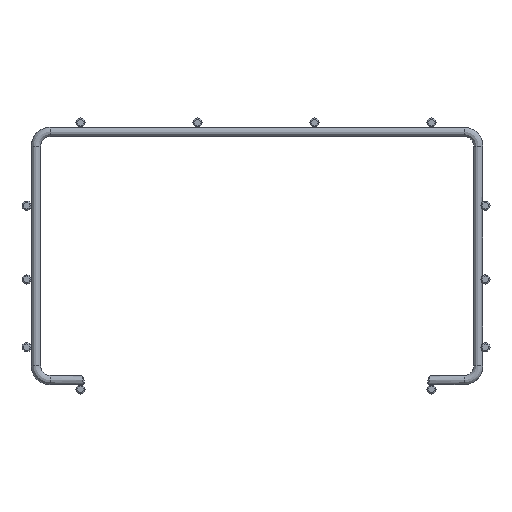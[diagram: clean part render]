
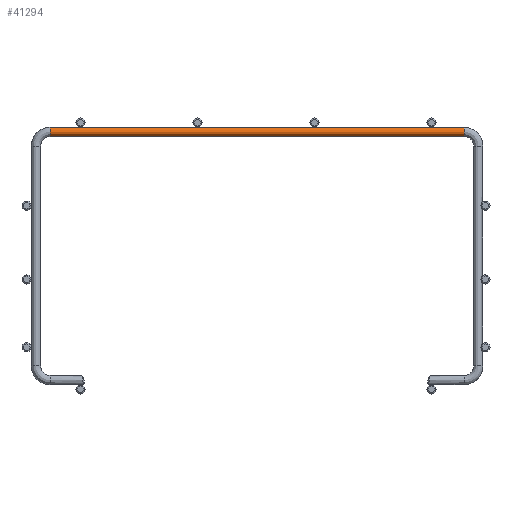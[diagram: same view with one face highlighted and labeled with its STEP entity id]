
A CAD part, front view. The second image highlights one B-rep face of the part: STEP entity #41294.
In plain terms, the highlighted cylindrical face has radius 2 mm (diameter 4 mm), a partial arc.
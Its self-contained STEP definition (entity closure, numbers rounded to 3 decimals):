
#17252=CARTESIAN_POINT('',(89.,-3002.,-2.));
#17253=DIRECTION('',(1.,0.,0.));
#17254=DIRECTION('',(0.,0.,1.));
#17255=AXIS2_PLACEMENT_3D('',#17252,#17253,#17254);
#17262=CARTESIAN_POINT('',(-88.,-3002.,-2.));
#17263=DIRECTION('',(1.,0.,0.));
#17264=DIRECTION('',(0.,0.,1.));
#17265=AXIS2_PLACEMENT_3D('',#17262,#17263,#17264);
#17267=DIRECTION('',(1.,0.,0.));
#17268=VECTOR('',#17267,177.);
#17269=CARTESIAN_POINT('',(-88.,-3002.,0.));
#17270=LINE('',#17269,#17268);
#17392=DIRECTION('',(1.,0.,0.));
#17393=VECTOR('',#17392,177.);
#17394=CARTESIAN_POINT('',(-88.,-3002.,-4.));
#17395=LINE('',#17394,#17393);
#19146=CARTESIAN_POINT('',(-88.,-3002.,-4.));
#19147=CARTESIAN_POINT('',(-88.,-3002.,0.));
#19148=VERTEX_POINT('',#19146);
#19149=VERTEX_POINT('',#19147);
#19150=CARTESIAN_POINT('',(89.,-3002.,-4.));
#19151=CARTESIAN_POINT('',(89.,-3002.,0.));
#19152=VERTEX_POINT('',#19150);
#19153=VERTEX_POINT('',#19151);
#41280=CARTESIAN_POINT('',(-88.,-3002.,-2.));
#41281=DIRECTION('',(1.,0.,0.));
#41282=DIRECTION('',(0.,0.,-1.));
#41283=AXIS2_PLACEMENT_3D('',#41280,#41281,#41282);
#41284=CYLINDRICAL_SURFACE('',#41283,2.);
#41286=ORIENTED_EDGE('',*,*,#41285,.F.);
#41288=ORIENTED_EDGE('',*,*,#41287,.T.);
#41289=ORIENTED_EDGE('',*,*,#41270,.T.);
#41291=ORIENTED_EDGE('',*,*,#41290,.F.);
#41292=EDGE_LOOP('',(#41286,#41288,#41289,#41291));
#41293=FACE_OUTER_BOUND('',#41292,.F.);
#41294=ADVANCED_FACE('',(#41293),#41284,.T.);
#17256=CIRCLE('',#17255,2.);
#17266=CIRCLE('',#17265,2.);
#41270=EDGE_CURVE('',#19153,#19152,#17256,.T.);
#41285=EDGE_CURVE('',#19149,#19148,#17266,.T.);
#41287=EDGE_CURVE('',#19149,#19153,#17270,.T.);
#41290=EDGE_CURVE('',#19148,#19152,#17395,.T.);
